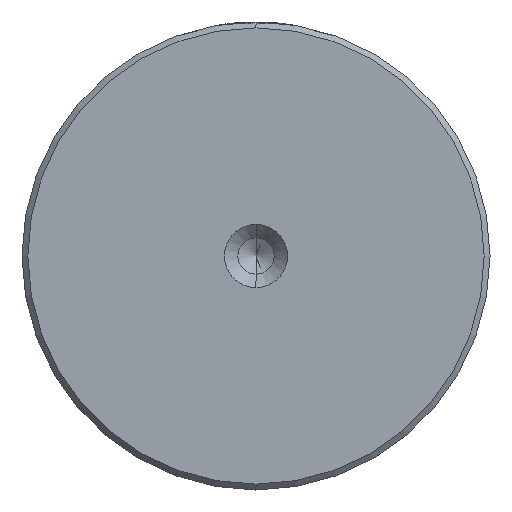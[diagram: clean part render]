
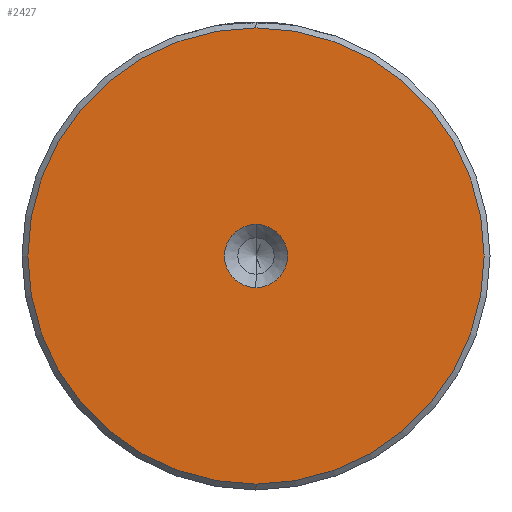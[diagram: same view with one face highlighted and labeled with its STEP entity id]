
A CAD part, left-side view. The second image highlights one B-rep face of the part: STEP entity #2427.
In plain terms, the highlighted planar face has unit normal (-1, 0, 0).
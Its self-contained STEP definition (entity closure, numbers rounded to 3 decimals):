
#6 = EDGE_CURVE ( 'NONE', #2203, #1330, #2403, .T. ) ;
#42 = CIRCLE ( 'NONE', #1397, 2.7 ) ;
#54 = EDGE_CURVE ( 'NONE', #2338, #1310, #42, .T. ) ;
#120 = AXIS2_PLACEMENT_3D ( 'NONE', #1091, #2385, #1273 ) ;
#160 = DIRECTION ( 'NONE',  ( 0., 0., 1. ) ) ;
#186 = DIRECTION ( 'NONE',  ( -1., 0., 0. ) ) ;
#189 = CARTESIAN_POINT ( 'NONE',  ( 0., 0., 0. ) ) ;
#315 = CARTESIAN_POINT ( 'NONE',  ( 0., 0., 2.7 ) ) ;
#316 = DIRECTION ( 'NONE',  ( 0., 0., 1. ) ) ;
#432 = DIRECTION ( 'NONE',  ( 0., 0., 1. ) ) ;
#448 = DIRECTION ( 'NONE',  ( -1., 0., 0. ) ) ;
#637 = CIRCLE ( 'NONE', #1844, 19.5 ) ;
#690 = CARTESIAN_POINT ( 'NONE',  ( 0., 0., 0. ) ) ;
#731 = CIRCLE ( 'NONE', #120, 2.7 ) ;
#797 = ORIENTED_EDGE ( 'NONE', *, *, #54, .F. ) ;
#888 = EDGE_CURVE ( 'NONE', #1330, #2203, #637, .T. ) ;
#1007 = AXIS2_PLACEMENT_3D ( 'NONE', #690, #448, #432 ) ;
#1081 = CARTESIAN_POINT ( 'NONE',  ( 0., 0., 0. ) ) ;
#1091 = CARTESIAN_POINT ( 'NONE',  ( 0., 0., 0. ) ) ;
#1095 = CARTESIAN_POINT ( 'NONE',  ( 0., 0., -19.5 ) ) ;
#1200 = CARTESIAN_POINT ( 'NONE',  ( 0., 0., -2.7 ) ) ;
#1262 = FACE_BOUND ( 'NONE', #1296, .T. ) ;
#1273 = DIRECTION ( 'NONE',  ( 0., 0., 1. ) ) ;
#1296 = EDGE_LOOP ( 'NONE', ( #2304, #797 ) ) ;
#1310 = VERTEX_POINT ( 'NONE', #315 ) ;
#1330 = VERTEX_POINT ( 'NONE', #1095 ) ;
#1397 = AXIS2_PLACEMENT_3D ( 'NONE', #189, #186, #160 ) ;
#1444 = DIRECTION ( 'NONE',  ( -1., 0., 0. ) ) ;
#1542 = AXIS2_PLACEMENT_3D ( 'NONE', #1081, #1444, #316 ) ;
#1618 = PLANE ( 'NONE',  #1542 ) ;
#1624 = DIRECTION ( 'NONE',  ( 0., 0., 1. ) ) ;
#1627 = DIRECTION ( 'NONE',  ( -1., 0., 0. ) ) ;
#1709 = CARTESIAN_POINT ( 'NONE',  ( 0., 0., 19.5 ) ) ;
#1815 = CARTESIAN_POINT ( 'NONE',  ( 0., 0., 0. ) ) ;
#1844 = AXIS2_PLACEMENT_3D ( 'NONE', #1815, #1627, #1624 ) ;
#1845 = ORIENTED_EDGE ( 'NONE', *, *, #888, .T. ) ;
#1859 = EDGE_CURVE ( 'NONE', #1310, #2338, #731, .T. ) ;
#1866 = ORIENTED_EDGE ( 'NONE', *, *, #6, .T. ) ;
#1901 = EDGE_LOOP ( 'NONE', ( #1845, #1866 ) ) ;
#2105 = FACE_OUTER_BOUND ( 'NONE', #1901, .T. ) ;
#2203 = VERTEX_POINT ( 'NONE', #1709 ) ;
#2304 = ORIENTED_EDGE ( 'NONE', *, *, #1859, .F. ) ;
#2338 = VERTEX_POINT ( 'NONE', #1200 ) ;
#2385 = DIRECTION ( 'NONE',  ( -1., 0., 0. ) ) ;
#2403 = CIRCLE ( 'NONE', #1007, 19.5 ) ;
#2427 = ADVANCED_FACE ( 'NONE', ( #2105, #1262 ), #1618, .T. ) ;
